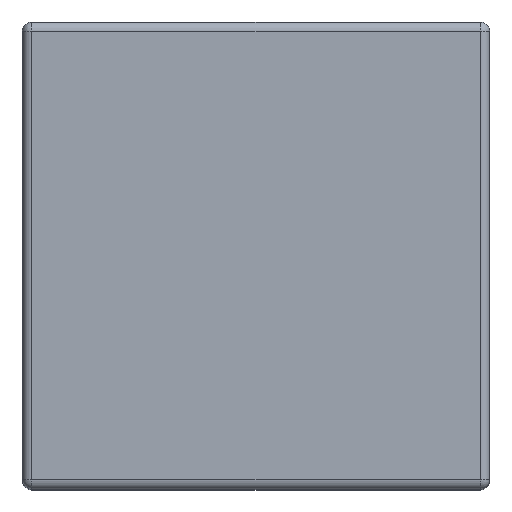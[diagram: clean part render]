
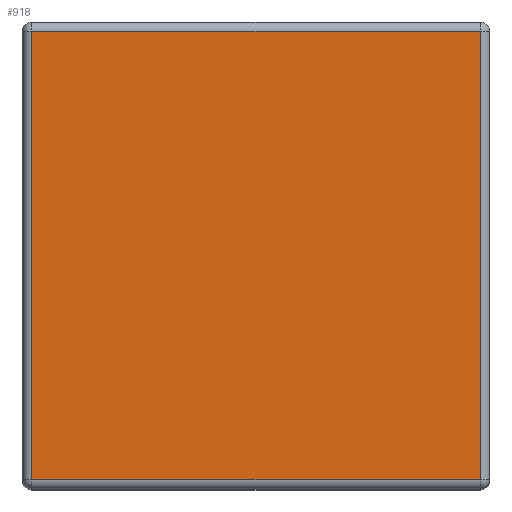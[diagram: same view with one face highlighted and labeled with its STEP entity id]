
A CAD part, top view. The second image highlights one B-rep face of the part: STEP entity #918.
In plain terms, the highlighted planar face has unit normal (0, 0, 1).
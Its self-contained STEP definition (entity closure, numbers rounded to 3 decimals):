
#81=LINE('',#1466,#143);
#83=LINE('',#1475,#145);
#86=LINE('',#1492,#148);
#87=LINE('',#1494,#149);
#143=VECTOR('',#1149,10.);
#145=VECTOR('',#1161,10.);
#148=VECTOR('',#1184,10.);
#149=VECTOR('',#1187,10.);
#199=PLANE('',#1059);
#259=FACE_OUTER_BOUND('',#325,.T.);
#325=EDGE_LOOP('',(#803,#804,#805,#806));
#419=VERTEX_POINT('',#1454);
#421=VERTEX_POINT('',#1460);
#424=VERTEX_POINT('',#1471);
#428=VERTEX_POINT('',#1487);
#501=EDGE_CURVE('',#421,#419,#81,.T.);
#506=EDGE_CURVE('',#419,#424,#83,.T.);
#515=EDGE_CURVE('',#424,#428,#86,.T.);
#516=EDGE_CURVE('',#428,#421,#87,.T.);
#803=ORIENTED_EDGE('',*,*,#501,.F.);
#804=ORIENTED_EDGE('',*,*,#516,.F.);
#805=ORIENTED_EDGE('',*,*,#515,.F.);
#806=ORIENTED_EDGE('',*,*,#506,.F.);
#918=ADVANCED_FACE('',(#259),#199,.T.);
#1059=AXIS2_PLACEMENT_3D('',#1644,#1368,#1369);
#1149=DIRECTION('',(0.,1.,0.));
#1161=DIRECTION('',(1.,0.,0.));
#1184=DIRECTION('',(0.,-1.,0.));
#1187=DIRECTION('',(-1.,0.,0.));
#1368=DIRECTION('center_axis',(0.,0.,1.));
#1369=DIRECTION('ref_axis',(-1.,0.,0.));
#1454=CARTESIAN_POINT('',(-9.6,-0.4,25.));
#1460=CARTESIAN_POINT('',(-9.6,-19.6,25.));
#1466=CARTESIAN_POINT('',(-9.6,0.,25.));
#1471=CARTESIAN_POINT('',(9.6,-0.4,25.));
#1475=CARTESIAN_POINT('',(5.,-0.4,25.));
#1487=CARTESIAN_POINT('',(9.6,-19.6,25.));
#1492=CARTESIAN_POINT('',(9.6,0.,25.));
#1494=CARTESIAN_POINT('',(5.,-19.6,25.));
#1644=CARTESIAN_POINT('Origin',(10.,0.,25.));
